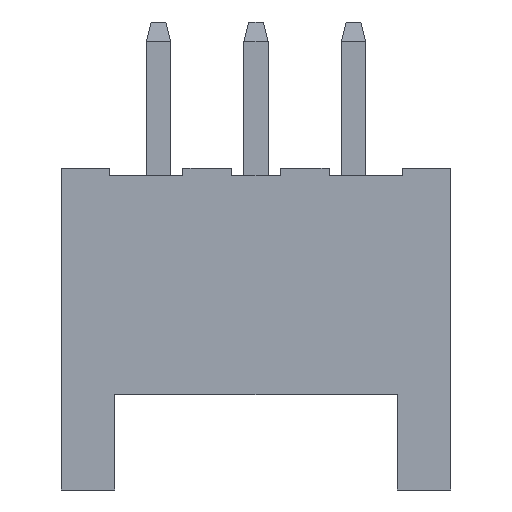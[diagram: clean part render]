
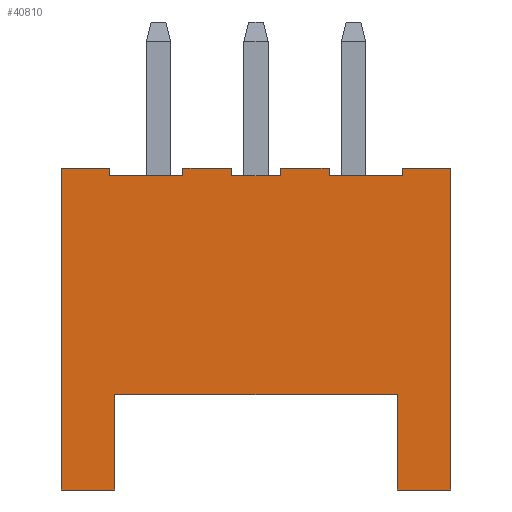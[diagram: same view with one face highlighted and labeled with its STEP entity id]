
A CAD part, front view. The second image highlights one B-rep face of the part: STEP entity #40810.
In plain terms, the highlighted planar face has unit normal (0, -1, 0).
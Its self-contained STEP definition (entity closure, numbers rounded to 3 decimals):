
#2120=CARTESIAN_POINT('',(24.678,-2.345,1.95));
#2130=VERTEX_POINT('',#2120);
#2160=CARTESIAN_POINT('',(24.678,-2.345,0.));
#2170=DIRECTION('',(0.,0.,1.));
#2180=VECTOR('',#2170,1.);
#2190=LINE('',#2160,#2180);
#2200=CARTESIAN_POINT('',(24.678,-2.345,0.));
#2210=VERTEX_POINT('',#2200);
#2220=EDGE_CURVE('',#2210,#2130,#2190,.T.);
#7730=CARTESIAN_POINT('',(21.278,-2.345,6.45));
#7740=VERTEX_POINT('',#7730);
#7790=CARTESIAN_POINT('',(21.278,-2.345,0.));
#7800=DIRECTION('',(0.,0.,1.));
#7810=VECTOR('',#7800,1.);
#7820=LINE('',#7790,#7810);
#7830=CARTESIAN_POINT('',(21.278,-2.345,6.6));
#7840=VERTEX_POINT('',#7830);
#7850=EDGE_CURVE('',#7740,#7840,#7820,.T.);
#10020=CARTESIAN_POINT('',(24.778,-2.345,6.6));
#10030=VERTEX_POINT('',#10020);
#10080=CARTESIAN_POINT('',(24.778,-2.345,0.));
#10090=DIRECTION('',(0.,0.,-1.));
#10100=VECTOR('',#10090,1.);
#10110=LINE('',#10080,#10100);
#10120=CARTESIAN_POINT('',(24.778,-2.345,6.45));
#10130=VERTEX_POINT('',#10120);
#10140=EDGE_CURVE('',#10030,#10130,#10110,.T.);
#19870=CARTESIAN_POINT('',(22.278,-2.345,0.));
#19880=DIRECTION('',(0.,0.,-1.));
#19890=VECTOR('',#19880,1.);
#19900=LINE('',#19870,#19890);
#19910=CARTESIAN_POINT('',(22.278,-2.345,6.6));
#19920=VERTEX_POINT('',#19910);
#19930=CARTESIAN_POINT('',(22.278,-2.345,6.45));
#19940=VERTEX_POINT('',#19930);
#19950=EDGE_CURVE('',#19920,#19940,#19900,.T.);
#20220=CARTESIAN_POINT('',(18.878,-2.345,1.95));
#20230=VERTEX_POINT('',#20220);
#20280=CARTESIAN_POINT('',(0.,-2.345,1.95));
#20290=DIRECTION('',(-1.,0.,0.));
#20300=VECTOR('',#20290,1.);
#20310=LINE('',#20280,#20300);
#20320=EDGE_CURVE('',#2130,#20230,#20310,.T.);
#25360=CARTESIAN_POINT('',(17.778,-2.345,0.));
#25370=DIRECTION('',(0.,0.,-1.));
#25380=VECTOR('',#25370,1.);
#25390=LINE('',#25360,#25380);
#25400=CARTESIAN_POINT('',(17.778,-2.345,6.6));
#25410=VERTEX_POINT('',#25400);
#25420=CARTESIAN_POINT('',(17.778,-2.345,0.));
#25430=VERTEX_POINT('',#25420);
#25440=EDGE_CURVE('',#25410,#25430,#25390,.T.);
#27630=CARTESIAN_POINT('',(23.278,-2.345,6.6));
#27640=VERTEX_POINT('',#27630);
#27670=CARTESIAN_POINT('',(15.556,-2.345,6.6));
#27680=DIRECTION('',(-1.,0.,0.));
#27690=VECTOR('',#27680,1.);
#27700=LINE('',#27670,#27690);
#27710=EDGE_CURVE('',#27640,#19920,#27700,.T.);
#29430=CARTESIAN_POINT('',(23.278,-2.345,6.45));
#29440=VERTEX_POINT('',#29430);
#29470=CARTESIAN_POINT('',(23.278,-2.345,0.));
#29480=DIRECTION('',(0.,0.,1.));
#29490=VECTOR('',#29480,1.);
#29500=LINE('',#29470,#29490);
#29510=EDGE_CURVE('',#29440,#27640,#29500,.T.);
#29790=CARTESIAN_POINT('',(25.778,-2.345,6.6));
#29800=VERTEX_POINT('',#29790);
#30120=CARTESIAN_POINT('',(25.778,-2.345,0.));
#30130=VERTEX_POINT('',#30120);
#30160=CARTESIAN_POINT('',(25.778,-2.345,0.));
#30170=DIRECTION('',(0.,0.,-1.));
#30180=VECTOR('',#30170,1.);
#30190=LINE('',#30160,#30180);
#30200=EDGE_CURVE('',#29800,#30130,#30190,.T.);
#33150=CARTESIAN_POINT('',(24.678,-2.345,0.));
#33160=DIRECTION('',(1.,0.,0.));
#33170=VECTOR('',#33160,1.);
#33180=LINE('',#33150,#33170);
#33190=EDGE_CURVE('',#2210,#30130,#33180,.T.);
#33740=EDGE_CURVE('',#29800,#10030,#27700,.T.);
#34220=CARTESIAN_POINT('',(15.556,-2.345,6.45));
#34230=DIRECTION('',(-1.,0.,0.));
#34240=VECTOR('',#34230,1.);
#34250=LINE('',#34220,#34240);
#34260=EDGE_CURVE('',#10130,#29440,#34250,.T.);
#34310=CARTESIAN_POINT('',(15.556,-2.345,6.45));
#34320=DIRECTION('',(-1.,0.,0.));
#34330=VECTOR('',#34320,1.);
#34340=LINE('',#34310,#34330);
#34350=EDGE_CURVE('',#19940,#7740,#34340,.T.);
#34500=CARTESIAN_POINT('',(20.278,-2.345,6.45));
#34510=VERTEX_POINT('',#34500);
#34540=CARTESIAN_POINT('',(28.,-2.345,6.45));
#34550=DIRECTION('',(1.,0.,0.));
#34560=VECTOR('',#34550,1.);
#34570=LINE('',#34540,#34560);
#34580=CARTESIAN_POINT('',(18.778,-2.345,6.45));
#34590=VERTEX_POINT('',#34580);
#34600=EDGE_CURVE('',#34590,#34510,#34570,.T.);
#40120=CARTESIAN_POINT('',(20.278,-2.345,6.6));
#40130=VERTEX_POINT('',#40120);
#40140=EDGE_CURVE('',#7840,#40130,#27700,.T.);
#40250=CARTESIAN_POINT('',(18.385,-2.345,0.527))
;
#40260=DIRECTION('',(0.,-1.,0.));
#40270=DIRECTION('',(1.,0.,0.));
#40280=AXIS2_PLACEMENT_3D('',#40250,#40260,#40270);
#40290=PLANE('',#40280);
#40300=ORIENTED_EDGE('',*,*,#25440,.T.);
#40310=CARTESIAN_POINT('',(28.,-2.345,6.6));
#40320=DIRECTION('',(1.,0.,0.));
#40330=VECTOR('',#40320,1.);
#40340=LINE('',#40310,#40330);
#40350=CARTESIAN_POINT('',(18.778,-2.345,6.6));
#40360=VERTEX_POINT('',#40350);
#40370=EDGE_CURVE('',#25410,#40360,#40340,.T.);
#40380=ORIENTED_EDGE('',*,*,#40370,.F.);
#40390=CARTESIAN_POINT('',(18.778,-2.345,0.));
#40400=DIRECTION('',(0.,0.,-1.));
#40410=VECTOR('',#40400,1.);
#40420=LINE('',#40390,#40410);
#40430=EDGE_CURVE('',#40360,#34590,#40420,.T.);
#40440=ORIENTED_EDGE('',*,*,#40430,.F.);
#40450=ORIENTED_EDGE('',*,*,#34600,.F.);
#40460=CARTESIAN_POINT('',(20.278,-2.345,0.));
#40470=DIRECTION('',(0.,0.,1.));
#40480=VECTOR('',#40470,1.);
#40490=LINE('',#40460,#40480);
#40500=EDGE_CURVE('',#34510,#40130,#40490,.T.);
#40510=ORIENTED_EDGE('',*,*,#40500,.F.);
#40520=ORIENTED_EDGE('',*,*,#40140,.T.);
#40530=ORIENTED_EDGE('',*,*,#7850,.T.);
#40540=ORIENTED_EDGE('',*,*,#34350,.T.);
#40550=ORIENTED_EDGE('',*,*,#19950,.T.);
#40560=ORIENTED_EDGE('',*,*,#27710,.T.);
#40570=ORIENTED_EDGE('',*,*,#29510,.T.);
#40580=ORIENTED_EDGE('',*,*,#34260,.T.);
#40590=ORIENTED_EDGE('',*,*,#10140,.T.);
#40600=ORIENTED_EDGE('',*,*,#33740,.T.);
#40610=ORIENTED_EDGE('',*,*,#30200,.F.);
#40620=ORIENTED_EDGE('',*,*,#33190,.T.);
#40630=ORIENTED_EDGE('',*,*,#2220,.F.);
#40640=ORIENTED_EDGE('',*,*,#20320,.F.);
#40650=CARTESIAN_POINT('',(18.878,-2.345,0.));
#40660=DIRECTION('',(0.,0.,1.));
#40670=VECTOR('',#40660,1.);
#40680=LINE('',#40650,#40670);
#40690=CARTESIAN_POINT('',(18.878,-2.345,0.));
#40700=VERTEX_POINT('',#40690);
#40710=EDGE_CURVE('',#40700,#20230,#40680,.T.);
#40720=ORIENTED_EDGE('',*,*,#40710,.T.);
#40730=CARTESIAN_POINT('',(18.878,-2.345,0.));
#40740=DIRECTION('',(-1.,0.,0.));
#40750=VECTOR('',#40740,1.);
#40760=LINE('',#40730,#40750);
#40770=EDGE_CURVE('',#40700,#25430,#40760,.T.);
#40780=ORIENTED_EDGE('',*,*,#40770,.F.);
#40790=EDGE_LOOP('',(#40780,#40720,#40640,#40630,#40620,#40610,#40600,
#40590,#40580,#40570,#40560,#40550,#40540,#40530,#40520,#40510,#40450,
#40440,#40380,#40300));
#40800=FACE_OUTER_BOUND('',#40790,.T.);
#40810=ADVANCED_FACE('',(#40800),#40290,.T.);
